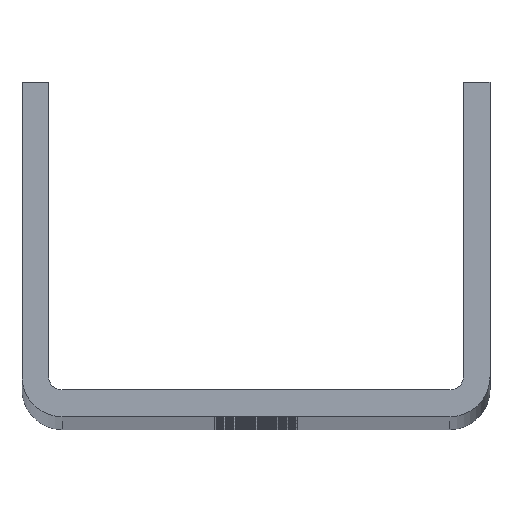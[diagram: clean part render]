
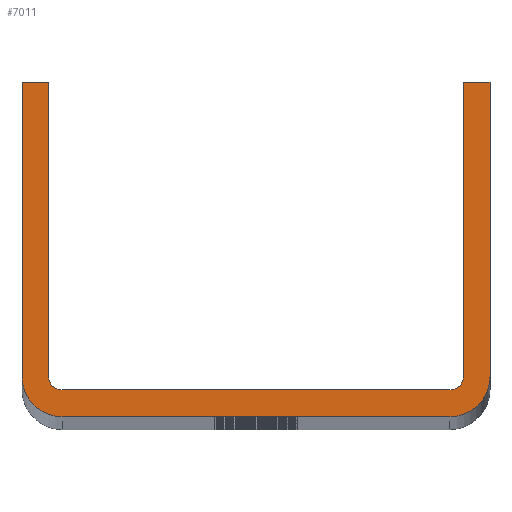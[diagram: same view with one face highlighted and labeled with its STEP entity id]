
A CAD part, top view. The second image highlights one B-rep face of the part: STEP entity #7011.
In plain terms, the highlighted planar face has unit normal (0, 0, 1).
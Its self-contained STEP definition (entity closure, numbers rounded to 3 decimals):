
#398 = DIRECTION ( 'NONE',  ( 0., 1., 0. ) ) ;
#554 = EDGE_CURVE ( 'NONE', #761, #4906, #11292, .T. ) ;
#573 = CARTESIAN_POINT ( 'NONE',  ( 31., 6., 1100. ) ) ;
#684 = VERTEX_POINT ( 'NONE', #8490 ) ;
#689 = VECTOR ( 'NONE', #11071, 1000. ) ;
#732 = CIRCLE ( 'NONE', #5389, 6. ) ;
#761 = VERTEX_POINT ( 'NONE', #7627 ) ;
#769 = CARTESIAN_POINT ( 'NONE',  ( -29., 6., 1100. ) ) ;
#845 = CARTESIAN_POINT ( 'NONE',  ( -31., 6., 1100. ) ) ;
#918 = CARTESIAN_POINT ( 'NONE',  ( -35., 50., 1100. ) ) ;
#940 = DIRECTION ( 'NONE',  ( 1., 0., 0. ) ) ;
#1041 = DIRECTION ( 'NONE',  ( 0., -1., 0. ) ) ;
#1123 = VERTEX_POINT ( 'NONE', #6707 ) ;
#1295 = EDGE_CURVE ( 'NONE', #9137, #3369, #2213, .T. ) ;
#1396 = CARTESIAN_POINT ( 'NONE',  ( -29., 0., 1100. ) ) ;
#1444 = DIRECTION ( 'NONE',  ( 1., 0., 0. ) ) ;
#1586 = VECTOR ( 'NONE', #9498, 1000. ) ;
#1659 = LINE ( 'NONE', #8281, #689 ) ;
#1661 = ORIENTED_EDGE ( 'NONE', *, *, #6880, .T. ) ;
#1851 = EDGE_CURVE ( 'NONE', #4906, #10407, #10748, .T. ) ;
#2144 = VECTOR ( 'NONE', #398, 1000. ) ;
#2213 = LINE ( 'NONE', #4889, #1586 ) ;
#2376 = CARTESIAN_POINT ( 'NONE',  ( 35., 6., 1100. ) ) ;
#2386 = CARTESIAN_POINT ( 'NONE',  ( -29., 6., 1100. ) ) ;
#2538 = LINE ( 'NONE', #1396, #8937 ) ;
#2571 = DIRECTION ( 'NONE',  ( 0., 0., 1. ) ) ;
#2810 = ORIENTED_EDGE ( 'NONE', *, *, #10050, .F. ) ;
#3068 = EDGE_LOOP ( 'NONE', ( #7897, #3205, #9179, #2810, #8819, #8179, #7468, #9874, #9580, #1661, #6568, #5756 ) ) ;
#3205 = ORIENTED_EDGE ( 'NONE', *, *, #3830, .F. ) ;
#3369 = VERTEX_POINT ( 'NONE', #11355 ) ;
#3519 = DIRECTION ( 'NONE',  ( 0., 0., 1. ) ) ;
#3592 = CARTESIAN_POINT ( 'NONE',  ( -35., 50., 1100. ) ) ;
#3647 = LINE ( 'NONE', #7341, #10296 ) ;
#3830 = EDGE_CURVE ( 'NONE', #6847, #10407, #1659, .T. ) ;
#3880 = VERTEX_POINT ( 'NONE', #5480 ) ;
#3995 = CARTESIAN_POINT ( 'NONE',  ( -31., 50., 1100. ) ) ;
#4333 = FACE_OUTER_BOUND ( 'NONE', #3068, .T. ) ;
#4666 = EDGE_CURVE ( 'NONE', #5121, #10804, #3647, .T. ) ;
#4889 = CARTESIAN_POINT ( 'NONE',  ( -29., 4., 1100. ) ) ;
#4906 = VERTEX_POINT ( 'NONE', #7215 ) ;
#5121 = VERTEX_POINT ( 'NONE', #3995 ) ;
#5389 = AXIS2_PLACEMENT_3D ( 'NONE', #2386, #2571, #8029 ) ;
#5480 = CARTESIAN_POINT ( 'NONE',  ( -35., 6., 1100. ) ) ;
#5506 = DIRECTION ( 'NONE',  ( 0., 1., 0. ) ) ;
#5601 = DIRECTION ( 'NONE',  ( 0., 0., 1. ) ) ;
#5653 = AXIS2_PLACEMENT_3D ( 'NONE', #7334, #3519, #10974 ) ;
#5747 = AXIS2_PLACEMENT_3D ( 'NONE', #769, #9995, #7211 ) ;
#5756 = ORIENTED_EDGE ( 'NONE', *, *, #554, .T. ) ;
#5801 = CIRCLE ( 'NONE', #7555, 2. ) ;
#6358 = VECTOR ( 'NONE', #8357, 1000. ) ;
#6440 = LINE ( 'NONE', #918, #10453 ) ;
#6568 = ORIENTED_EDGE ( 'NONE', *, *, #11100, .T. ) ;
#6579 = CARTESIAN_POINT ( 'NONE',  ( 29., 6., 1100. ) ) ;
#6623 = EDGE_CURVE ( 'NONE', #10415, #5121, #9196, .T. ) ;
#6707 = CARTESIAN_POINT ( 'NONE',  ( 31., 6., 1100. ) ) ;
#6847 = VERTEX_POINT ( 'NONE', #11504 ) ;
#6880 = EDGE_CURVE ( 'NONE', #3880, #684, #732, .T. ) ;
#7011 = ADVANCED_FACE ( 'NONE', ( #4333 ), #7125, .T. ) ;
#7125 = PLANE ( 'NONE',  #8284 ) ;
#7186 = DIRECTION ( 'NONE',  ( 0., 0., 1. ) ) ;
#7211 = DIRECTION ( 'NONE',  ( 1., 0., 0. ) ) ;
#7215 = CARTESIAN_POINT ( 'NONE',  ( 35., 6., 1100. ) ) ;
#7334 = CARTESIAN_POINT ( 'NONE',  ( 29., 6., 1100. ) ) ;
#7341 = CARTESIAN_POINT ( 'NONE',  ( -31., 50., 1100. ) ) ;
#7378 = CARTESIAN_POINT ( 'NONE',  ( -35., 50., 1100. ) ) ;
#7468 = ORIENTED_EDGE ( 'NONE', *, *, #4666, .F. ) ;
#7555 = AXIS2_PLACEMENT_3D ( 'NONE', #6579, #5601, #940 ) ;
#7627 = CARTESIAN_POINT ( 'NONE',  ( 29., 0., 1100. ) ) ;
#7852 = CARTESIAN_POINT ( 'NONE',  ( 29., 6., 1100. ) ) ;
#7897 = ORIENTED_EDGE ( 'NONE', *, *, #1851, .T. ) ;
#8029 = DIRECTION ( 'NONE',  ( 1., 0., 0. ) ) ;
#8179 = ORIENTED_EDGE ( 'NONE', *, *, #8429, .F. ) ;
#8267 = VECTOR ( 'NONE', #5506, 1000. ) ;
#8281 = CARTESIAN_POINT ( 'NONE',  ( 31., 50., 1100. ) ) ;
#8284 = AXIS2_PLACEMENT_3D ( 'NONE', #7852, #7186, #11563 ) ;
#8357 = DIRECTION ( 'NONE',  ( 1., 0., 0. ) ) ;
#8429 = EDGE_CURVE ( 'NONE', #10804, #9137, #10397, .T. ) ;
#8490 = CARTESIAN_POINT ( 'NONE',  ( -29., 0., 1100. ) ) ;
#8716 = LINE ( 'NONE', #573, #2144 ) ;
#8819 = ORIENTED_EDGE ( 'NONE', *, *, #1295, .F. ) ;
#8937 = VECTOR ( 'NONE', #1444, 1000. ) ;
#9137 = VERTEX_POINT ( 'NONE', #9295 ) ;
#9179 = ORIENTED_EDGE ( 'NONE', *, *, #9870, .F. ) ;
#9196 = LINE ( 'NONE', #7378, #6358 ) ;
#9239 = EDGE_CURVE ( 'NONE', #10415, #3880, #6440, .T. ) ;
#9295 = CARTESIAN_POINT ( 'NONE',  ( -29., 4., 1100. ) ) ;
#9498 = DIRECTION ( 'NONE',  ( 1., 0., 0. ) ) ;
#9580 = ORIENTED_EDGE ( 'NONE', *, *, #9239, .T. ) ;
#9870 = EDGE_CURVE ( 'NONE', #1123, #6847, #8716, .T. ) ;
#9874 = ORIENTED_EDGE ( 'NONE', *, *, #6623, .F. ) ;
#9995 = DIRECTION ( 'NONE',  ( 0., 0., 1. ) ) ;
#10050 = EDGE_CURVE ( 'NONE', #3369, #1123, #5801, .T. ) ;
#10296 = VECTOR ( 'NONE', #11046, 1000. ) ;
#10397 = CIRCLE ( 'NONE', #5747, 2. ) ;
#10407 = VERTEX_POINT ( 'NONE', #11908 ) ;
#10415 = VERTEX_POINT ( 'NONE', #3592 ) ;
#10453 = VECTOR ( 'NONE', #1041, 1000. ) ;
#10748 = LINE ( 'NONE', #2376, #8267 ) ;
#10804 = VERTEX_POINT ( 'NONE', #845 ) ;
#10974 = DIRECTION ( 'NONE',  ( 1., 0., 0. ) ) ;
#11046 = DIRECTION ( 'NONE',  ( 0., -1., 0. ) ) ;
#11071 = DIRECTION ( 'NONE',  ( 1., 0., 0. ) ) ;
#11100 = EDGE_CURVE ( 'NONE', #684, #761, #2538, .T. ) ;
#11292 = CIRCLE ( 'NONE', #5653, 6. ) ;
#11355 = CARTESIAN_POINT ( 'NONE',  ( 29., 4., 1100. ) ) ;
#11504 = CARTESIAN_POINT ( 'NONE',  ( 31., 50., 1100. ) ) ;
#11563 = DIRECTION ( 'NONE',  ( 1., 0., 0. ) ) ;
#11908 = CARTESIAN_POINT ( 'NONE',  ( 35., 50., 1100. ) ) ;
